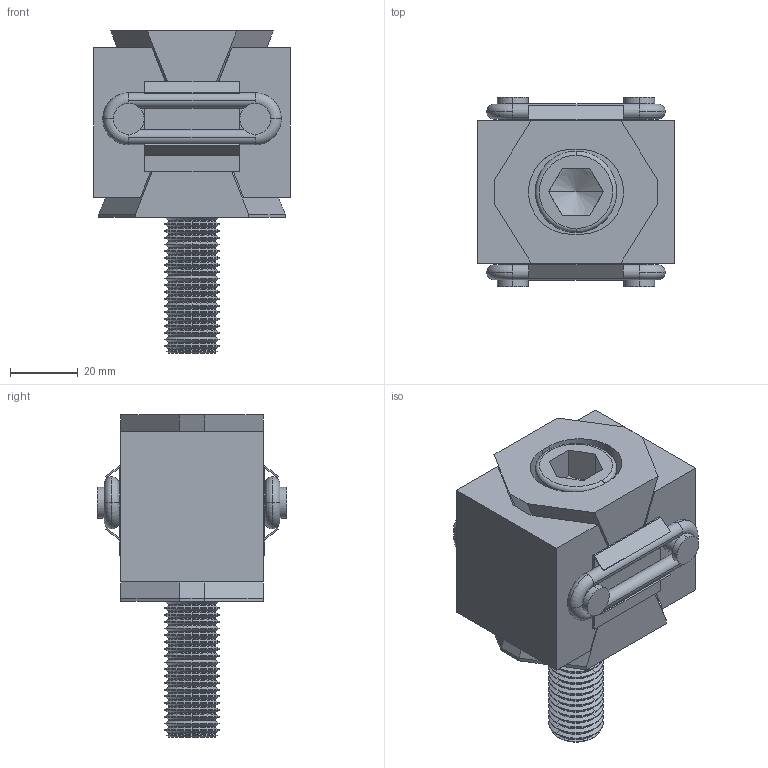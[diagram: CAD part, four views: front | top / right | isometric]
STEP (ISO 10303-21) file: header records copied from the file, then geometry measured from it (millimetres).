
FILE_DESCRIPTION(('STEP AP214'),'1');
FILE_NAME(' ',' ',('TraceParts'),('TraceParts S.A.'),'XStep 1.0',' ',' ');
FILE_SCHEMA(('automotive_design'));
Length unit declared in the file: millimetre
Products named in the file (15): 1; 2; 3; 4; 5; 6; 7; 8; 9; 10; 11; 12; 13; 14; 15
Bounding box: 58 x 56 x 95 mm (x, y, z)
Volume: 269649.8 mm3; surface area: 69750.6 mm2
Topology: 15 solids, 15 shells, 856 faces, 1974 edges, 1152 vertices
Faces by surface type: torus 274, cone 264, cylinder 164, plane 154
Entity records: 47390 total; most frequent: DIRECTION 4842, CARTESIAN_POINT 4609, STYLED_ITEM 3978, PRESENTATION_STYLE_ASSIGNMENT 3978, COLOUR_RGB 3978, ORIENTED_EDGE 3940, AXIS2_PLACEMENT_3D 2071, EDGE_CURVE 1970
